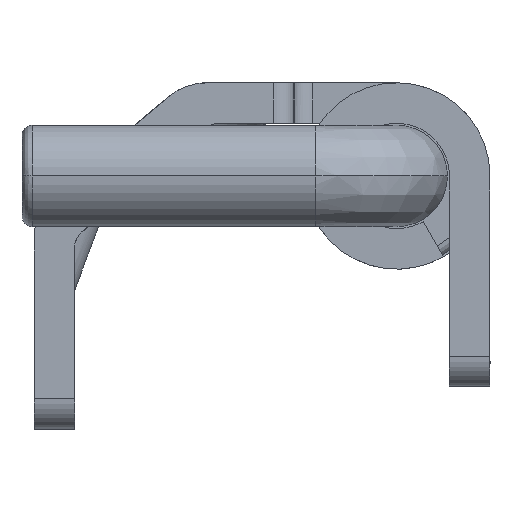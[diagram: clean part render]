
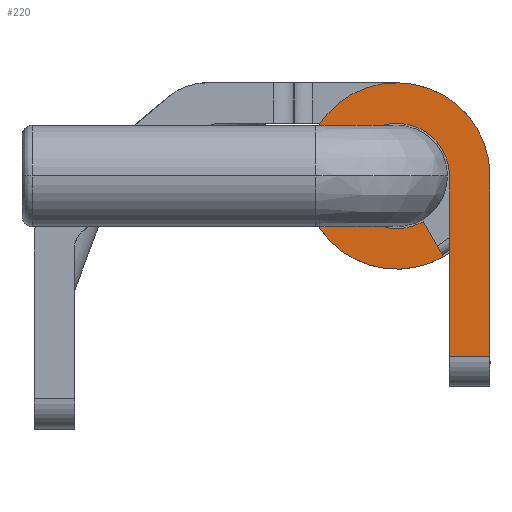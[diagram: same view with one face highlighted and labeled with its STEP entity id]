
A CAD part, front view. The second image highlights one B-rep face of the part: STEP entity #220.
In plain terms, the highlighted planar face has unit normal (0, -1, 0).
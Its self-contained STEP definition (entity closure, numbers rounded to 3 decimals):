
#15=B_SPLINE_CURVE_WITH_KNOTS('',1,(#3066,#3067),.UNSPECIFIED.,.F.,.F.,
(2,2),(0.,8.9),.UNSPECIFIED.);
#30=B_SPLINE_CURVE_WITH_KNOTS('',1,(#3098,#3099),.UNSPECIFIED.,.F.,.F.,
(2,2),(0.,8.9),.UNSPECIFIED.);
#36=B_SPLINE_CURVE_WITH_KNOTS('',1,(#3122,#3123),.UNSPECIFIED.,.F.,.F.,
(2,2),(-2.,0.),.UNSPECIFIED.);
#40=B_SPLINE_CURVE_WITH_KNOTS('',1,(#3157,#3158),.UNSPECIFIED.,.F.,.F.,
(2,2),(0.,2.),.UNSPECIFIED.);
#220=ADVANCED_FACE('',(#336),#1845,.T.);
#336=FACE_OUTER_BOUND('',#456,.T.);
#456=EDGE_LOOP('',(#697,#698,#699,#700,#701,#702,#703));
#697=ORIENTED_EDGE('',*,*,#1202,.F.);
#698=ORIENTED_EDGE('',*,*,#1179,.F.);
#699=ORIENTED_EDGE('',*,*,#1194,.T.);
#700=ORIENTED_EDGE('',*,*,#1196,.T.);
#701=ORIENTED_EDGE('',*,*,#1189,.T.);
#702=ORIENTED_EDGE('',*,*,#1191,.T.);
#703=ORIENTED_EDGE('',*,*,#1163,.F.);
#1163=EDGE_CURVE('',#1692,#1693,#15,.T.);
#1179=EDGE_CURVE('',#1708,#1709,#30,.T.);
#1189=EDGE_CURVE('',#1713,#1714,#36,.T.);
#1191=EDGE_CURVE('',#1714,#1693,#1426,.T.);
#1194=EDGE_CURVE('',#1708,#1712,#1429,.T.);
#1196=EDGE_CURVE('',#1712,#1713,#1430,.T.);
#1202=EDGE_CURVE('',#1709,#1692,#40,.T.);
#1426=TRIMMED_CURVE($,#1546,(#3127),(#3128),.T.,.CARTESIAN.);
#1429=TRIMMED_CURVE($,#1549,(#3136),(#3137),.T.,.CARTESIAN.);
#1430=TRIMMED_CURVE($,#1550,(#3141),(#3142),.T.,.CARTESIAN.);
#1546=CIRCLE('',#2096,2.6);
#1549=CIRCLE('',#2099,4.6);
#1550=CIRCLE('',#2100,4.6);
#1692=VERTEX_POINT('',#3024);
#1693=VERTEX_POINT('',#3025);
#1708=VERTEX_POINT('',#3040);
#1709=VERTEX_POINT('',#3041);
#1712=VERTEX_POINT('',#3044);
#1713=VERTEX_POINT('',#3045);
#1714=VERTEX_POINT('',#3046);
#1845=PLANE('',#2080);
#2080=AXIS2_PLACEMENT_3D('',#3008,#2335,$);
#2096=AXIS2_PLACEMENT_3D($,#3126,#2357,#2358);
#2099=AXIS2_PLACEMENT_3D($,#3135,#2363,#2364);
#2100=AXIS2_PLACEMENT_3D($,#3140,#2365,#2366);
#2335=DIRECTION('',(0.,-1.,0.));
#2357=DIRECTION('',(0.,1.,0.));
#2358=DIRECTION('',(0.5,0.,-0.866));
#2363=DIRECTION('',(0.,-1.,0.));
#2364=DIRECTION('',(1.,0.,0.));
#2365=DIRECTION('',(0.,-1.,0.));
#2366=DIRECTION('',(-0.93,0.,0.368));
#3008=CARTESIAN_POINT('',(8.978,-30.,13.493));
#3024=CARTESIAN_POINT('',(18.078,-30.,-2.064));
#3025=CARTESIAN_POINT('',(18.078,-30.,6.836));
#3040=CARTESIAN_POINT('',(20.078,-30.,6.836));
#3041=CARTESIAN_POINT('',(20.078,-30.,-2.064));
#3044=CARTESIAN_POINT('',(11.201,-30.,8.53));
#3045=CARTESIAN_POINT('',(17.778,-30.,2.853));
#3046=CARTESIAN_POINT('',(16.778,-30.,4.585));
#3066=CARTESIAN_POINT('',(18.078,-30.,-2.064));
#3067=CARTESIAN_POINT('',(18.078,-30.,6.836));
#3098=CARTESIAN_POINT('',(20.078,-30.,6.836));
#3099=CARTESIAN_POINT('',(20.078,-30.,-2.064));
#3122=CARTESIAN_POINT('',(17.778,-30.,2.853));
#3123=CARTESIAN_POINT('',(16.778,-30.,4.585));
#3126=CARTESIAN_POINT('',(15.478,-30.,6.836));
#3127=CARTESIAN_POINT('',(16.778,-30.,4.585));
#3128=CARTESIAN_POINT('',(18.078,-30.,6.836));
#3135=CARTESIAN_POINT('',(15.478,-30.,6.836));
#3136=CARTESIAN_POINT('',(20.078,-30.,6.836));
#3137=CARTESIAN_POINT('',(11.201,-30.,8.53));
#3140=CARTESIAN_POINT('',(15.478,-30.,6.836));
#3141=CARTESIAN_POINT('',(11.201,-30.,8.53));
#3142=CARTESIAN_POINT('',(17.778,-30.,2.853));
#3157=CARTESIAN_POINT('',(20.078,-30.,-2.064));
#3158=CARTESIAN_POINT('',(18.078,-30.,-2.064));
